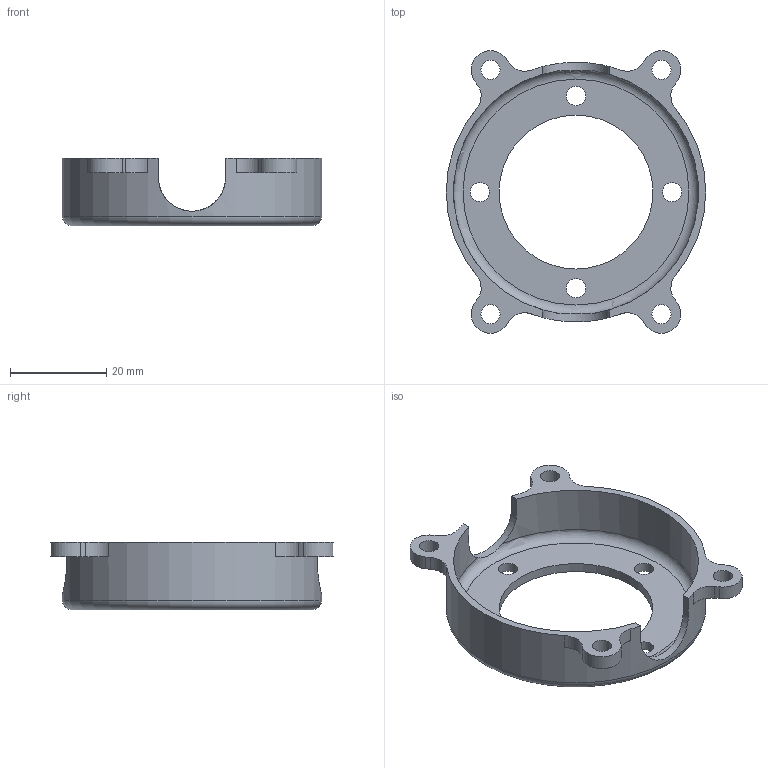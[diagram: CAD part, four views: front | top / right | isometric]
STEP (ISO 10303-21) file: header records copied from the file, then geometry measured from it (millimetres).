
FILE_DESCRIPTION(('STEP AP242'), '1');
FILE_NAME('itemIntakeCollectorTop', '', ('UNSPECIFIED'), ('UNSPECIFIED'), 'C3D Converter', 'C3D Toolkit', '');
FILE_SCHEMA(('AP242_MANAGED_MODEL_BASED_3D_ENGINEERING_MIM_LF { 1 0 10303 442 1 1 4 }'));
Length unit declared in the file: millimetre
Bounding box: 54 x 58.76 x 14 mm (x, y, z)
Volume: 6020.4 mm3; surface area: 7375.9 mm2
Topology: 1 solids, 1 shells, 48 faces, 137 edges, 91 vertices
Faces by surface type: cylinder 26, plane 20, torus 2
Full cylindrical faces by diameter (mm): 4 x8, 32 x1, 54 x1
Entity records: 2083 total; most frequent: CARTESIAN_POINT 759, DIRECTION 276, ORIENTED_EDGE 250, EDGE_CURVE 125, AXIS2_PLACEMENT_3D 110, VERTEX_POINT 91, EDGE_LOOP 78, CIRCLE 61
